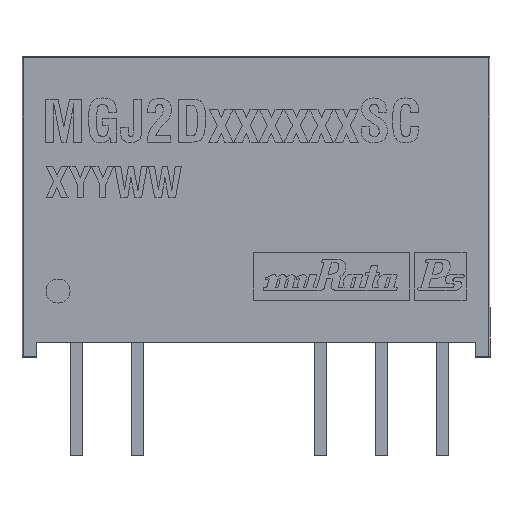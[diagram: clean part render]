
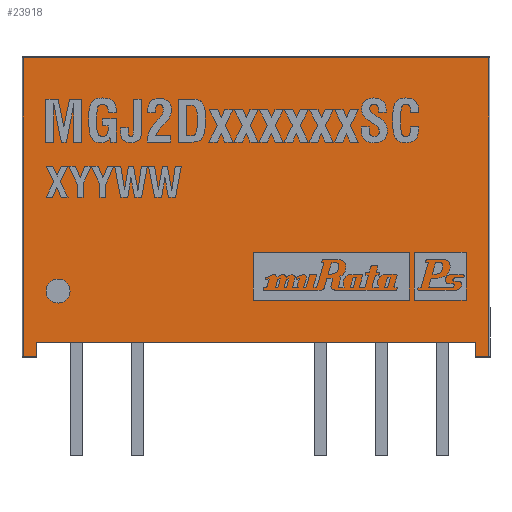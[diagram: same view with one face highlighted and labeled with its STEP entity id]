
A CAD part, top view. The second image highlights one B-rep face of the part: STEP entity #23918.
In plain terms, the highlighted planar face has unit normal (0, 0, 1).
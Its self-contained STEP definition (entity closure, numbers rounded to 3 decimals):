
#121 = CARTESIAN_POINT ( 'NONE',  ( 17.17, 4.1, 7.3 ) ) ;
#292 = VERTEX_POINT ( 'NONE', #9509 ) ;
#1539 = DIRECTION ( 'NONE',  ( -1., 0., 0. ) ) ;
#1757 = DIRECTION ( 'NONE',  ( 0., 0., -1. ) ) ;
#1773 = VECTOR ( 'NONE', #13152, 1000. ) ;
#2202 = FACE_OUTER_BOUND ( 'NONE', #13105, .T. ) ;
#3821 = DIRECTION ( 'NONE',  ( 0., 1., 0. ) ) ;
#4292 = VERTEX_POINT ( 'NONE', #23719 ) ;
#4321 = EDGE_CURVE ( 'NONE', #292, #29669, #5022, .T. ) ;
#4623 = CARTESIAN_POINT ( 'NONE',  ( -2.23, 16.55, 7.3 ) ) ;
#4988 = LINE ( 'NONE', #13260, #1773 ) ;
#5022 = LINE ( 'NONE', #6463, #30599 ) ;
#5968 = VECTOR ( 'NONE', #23285, 1000. ) ;
#6463 = CARTESIAN_POINT ( 'NONE',  ( -2.28, 4.1, 7.3 ) ) ;
#7144 = AXIS2_PLACEMENT_3D ( 'NONE', #16589, #1757, #19078 ) ;
#8162 = ORIENTED_EDGE ( 'NONE', *, *, #4321, .F. ) ;
#8663 = EDGE_CURVE ( 'NONE', #4292, #15820, #23039, .T. ) ;
#9051 = CARTESIAN_POINT ( 'NONE',  ( 17.17, 4.1, 7.3 ) ) ;
#9509 = CARTESIAN_POINT ( 'NONE',  ( -1.68, 4.1, 7.3 ) ) ;
#9946 = EDGE_CURVE ( 'NONE', #292, #30997, #17882, .T. ) ;
#10051 = DIRECTION ( 'NONE',  ( 0., -1., 0. ) ) ;
#10186 = EDGE_CURVE ( 'NONE', #27447, #10469, #30750, .T. ) ;
#10281 = CARTESIAN_POINT ( 'NONE',  ( -2.23, 4.1, 7.3 ) ) ;
#10469 = VERTEX_POINT ( 'NONE', #11179 ) ;
#10556 = VECTOR ( 'NONE', #3821, 1000. ) ;
#11179 = CARTESIAN_POINT ( 'NONE',  ( 16.62, 4.1, 7.3 ) ) ;
#11575 = EDGE_CURVE ( 'NONE', #29658, #10469, #4988, .T. ) ;
#11617 = ORIENTED_EDGE ( 'NONE', *, *, #17621, .T. ) ;
#13105 = EDGE_LOOP ( 'NONE', ( #32165, #11617, #16899, #29478, #8162, #24383, #17823, #24896 ) ) ;
#13152 = DIRECTION ( 'NONE',  ( 0., -1., 0. ) ) ;
#13260 = CARTESIAN_POINT ( 'NONE',  ( 16.62, 4.1, 7.3 ) ) ;
#14185 = LINE ( 'NONE', #22293, #26546 ) ;
#15799 = CARTESIAN_POINT ( 'NONE',  ( -2.28, 16.55, 7.3 ) ) ;
#15820 = VERTEX_POINT ( 'NONE', #4623 ) ;
#16589 = CARTESIAN_POINT ( 'NONE',  ( -2.28, 4.1, 7.3 ) ) ;
#16899 = ORIENTED_EDGE ( 'NONE', *, *, #8663, .T. ) ;
#17621 = EDGE_CURVE ( 'NONE', #27447, #4292, #26162, .T. ) ;
#17820 = EDGE_CURVE ( 'NONE', #15820, #29669, #14185, .T. ) ;
#17823 = ORIENTED_EDGE ( 'NONE', *, *, #27948, .T. ) ;
#17882 = LINE ( 'NONE', #25994, #10556 ) ;
#19078 = DIRECTION ( 'NONE',  ( 1., 0., 0. ) ) ;
#19604 = VECTOR ( 'NONE', #31411, 1000. ) ;
#21448 = PLANE ( 'NONE',  #7144 ) ;
#22293 = CARTESIAN_POINT ( 'NONE',  ( -2.23, 4.1, 7.3 ) ) ;
#22421 = CARTESIAN_POINT ( 'NONE',  ( 16.62, 4.7, 7.3 ) ) ;
#22988 = CARTESIAN_POINT ( 'NONE',  ( -1.68, 4.7, 7.3 ) ) ;
#23039 = LINE ( 'NONE', #15799, #28899 ) ;
#23285 = DIRECTION ( 'NONE',  ( 1., 0., 0. ) ) ;
#23719 = CARTESIAN_POINT ( 'NONE',  ( 17.17, 16.55, 7.3 ) ) ;
#23918 = ADVANCED_FACE ( 'NONE', ( #2202 ), #21448, .F. ) ;
#24027 = VECTOR ( 'NONE', #27111, 1000. ) ;
#24383 = ORIENTED_EDGE ( 'NONE', *, *, #9946, .T. ) ;
#24896 = ORIENTED_EDGE ( 'NONE', *, *, #11575, .T. ) ;
#25676 = LINE ( 'NONE', #28123, #5968 ) ;
#25994 = CARTESIAN_POINT ( 'NONE',  ( -1.68, 4.1, 7.3 ) ) ;
#26162 = LINE ( 'NONE', #9051, #19604 ) ;
#26546 = VECTOR ( 'NONE', #10051, 1000. ) ;
#27001 = CARTESIAN_POINT ( 'NONE',  ( -2.28, 4.1, 7.3 ) ) ;
#27111 = DIRECTION ( 'NONE',  ( -1., 0., 0. ) ) ;
#27447 = VERTEX_POINT ( 'NONE', #121 ) ;
#27948 = EDGE_CURVE ( 'NONE', #30997, #29658, #25676, .T. ) ;
#28123 = CARTESIAN_POINT ( 'NONE',  ( -1.68, 4.7, 7.3 ) ) ;
#28159 = DIRECTION ( 'NONE',  ( -1., 0., 0. ) ) ;
#28899 = VECTOR ( 'NONE', #28159, 1000. ) ;
#29478 = ORIENTED_EDGE ( 'NONE', *, *, #17820, .T. ) ;
#29658 = VERTEX_POINT ( 'NONE', #22421 ) ;
#29669 = VERTEX_POINT ( 'NONE', #10281 ) ;
#30599 = VECTOR ( 'NONE', #1539, 1000. ) ;
#30750 = LINE ( 'NONE', #27001, #24027 ) ;
#30997 = VERTEX_POINT ( 'NONE', #22988 ) ;
#31411 = DIRECTION ( 'NONE',  ( 0., 1., 0. ) ) ;
#32165 = ORIENTED_EDGE ( 'NONE', *, *, #10186, .F. ) ;
